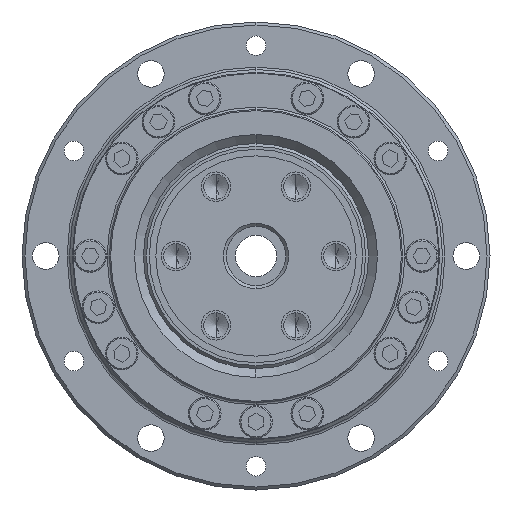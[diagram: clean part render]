
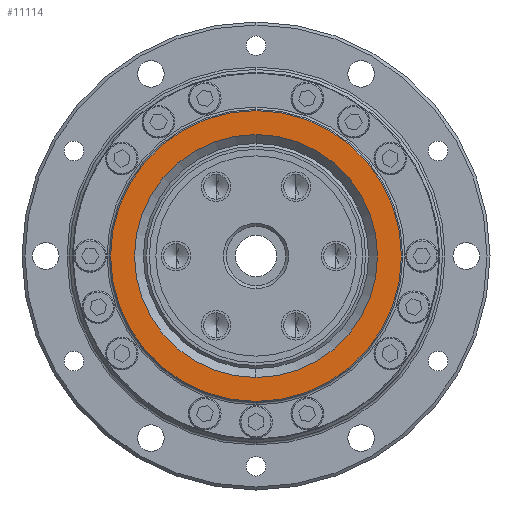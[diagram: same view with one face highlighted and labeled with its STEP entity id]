
A CAD part, left-side view. The second image highlights one B-rep face of the part: STEP entity #11114.
In plain terms, the highlighted planar face has unit normal (-1, 0, 0).
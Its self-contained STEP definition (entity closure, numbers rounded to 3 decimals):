
#12 = CARTESIAN_POINT ( 'NONE',  ( 0.5, 0., 0. ) ) ;
#67 = EDGE_CURVE ( 'NONE', #5437, #5499, #12388, .T. ) ;
#574 = ORIENTED_EDGE ( 'NONE', *, *, #3317, .F. ) ;
#1509 = CARTESIAN_POINT ( 'NONE',  ( 0.5, 0., 0. ) ) ;
#2035 = CARTESIAN_POINT ( 'NONE',  ( 0.5, 0., -20.5 ) ) ;
#2045 = AXIS2_PLACEMENT_3D ( 'NONE', #1509, #13833, #12562 ) ;
#2719 = AXIS2_PLACEMENT_3D ( 'NONE', #5229, #7378, #9625 ) ;
#2824 = CARTESIAN_POINT ( 'NONE',  ( 0.5, 0., 0. ) ) ;
#2880 = ORIENTED_EDGE ( 'NONE', *, *, #67, .F. ) ;
#3317 = EDGE_CURVE ( 'NONE', #5499, #5437, #4416, .T. ) ;
#3689 = FACE_BOUND ( 'NONE', #7427, .T. ) ;
#3916 = DIRECTION ( 'NONE',  ( 1., 0., 0. ) ) ;
#4416 = CIRCLE ( 'NONE', #6424, 24.55 ) ;
#4680 = EDGE_LOOP ( 'NONE', ( #2880, #574 ) ) ;
#5039 = CARTESIAN_POINT ( 'NONE',  ( 0.5, 0., 24.55 ) ) ;
#5138 = DIRECTION ( 'NONE',  ( 0., 0., -1. ) ) ;
#5229 = CARTESIAN_POINT ( 'NONE',  ( 0.5, 0., 0. ) ) ;
#5341 = ORIENTED_EDGE ( 'NONE', *, *, #8223, .T. ) ;
#5437 = VERTEX_POINT ( 'NONE', #11196 ) ;
#5499 = VERTEX_POINT ( 'NONE', #5039 ) ;
#5888 = CIRCLE ( 'NONE', #2719, 20.5 ) ;
#6424 = AXIS2_PLACEMENT_3D ( 'NONE', #12, #6757, #7879 ) ;
#6757 = DIRECTION ( 'NONE',  ( 1., 0., 0. ) ) ;
#7104 = CARTESIAN_POINT ( 'NONE',  ( 0.5, 20.5, 0. ) ) ;
#7241 = AXIS2_PLACEMENT_3D ( 'NONE', #2824, #3916, #5138 ) ;
#7378 = DIRECTION ( 'NONE',  ( 1., 0., 0. ) ) ;
#7427 = EDGE_LOOP ( 'NONE', ( #5341, #9905 ) ) ;
#7879 = DIRECTION ( 'NONE',  ( 0., 0., -1. ) ) ;
#8167 = DIRECTION ( 'NONE',  ( -1., 0., 0. ) ) ;
#8223 = EDGE_CURVE ( 'NONE', #13418, #9749, #11648, .T. ) ;
#9625 = DIRECTION ( 'NONE',  ( 0., 0., -1. ) ) ;
#9749 = VERTEX_POINT ( 'NONE', #2035 ) ;
#9905 = ORIENTED_EDGE ( 'NONE', *, *, #11718, .T. ) ;
#11114 = ADVANCED_FACE ( 'NONE', ( #3689, #12992 ), #14054, .T. ) ;
#11196 = CARTESIAN_POINT ( 'NONE',  ( 0.5, 0., -24.55 ) ) ;
#11349 = AXIS2_PLACEMENT_3D ( 'NONE', #7104, #8167, #11846 ) ;
#11648 = CIRCLE ( 'NONE', #7241, 20.5 ) ;
#11718 = EDGE_CURVE ( 'NONE', #9749, #13418, #5888, .T. ) ;
#11846 = DIRECTION ( 'NONE',  ( 0., 0., 1. ) ) ;
#12388 = CIRCLE ( 'NONE', #2045, 24.55 ) ;
#12562 = DIRECTION ( 'NONE',  ( 0., 0., -1. ) ) ;
#12992 = FACE_OUTER_BOUND ( 'NONE', #4680, .T. ) ;
#13418 = VERTEX_POINT ( 'NONE', #13868 ) ;
#13833 = DIRECTION ( 'NONE',  ( 1., 0., 0. ) ) ;
#13868 = CARTESIAN_POINT ( 'NONE',  ( 0.5, 0., 20.5 ) ) ;
#14054 = PLANE ( 'NONE',  #11349 ) ;
